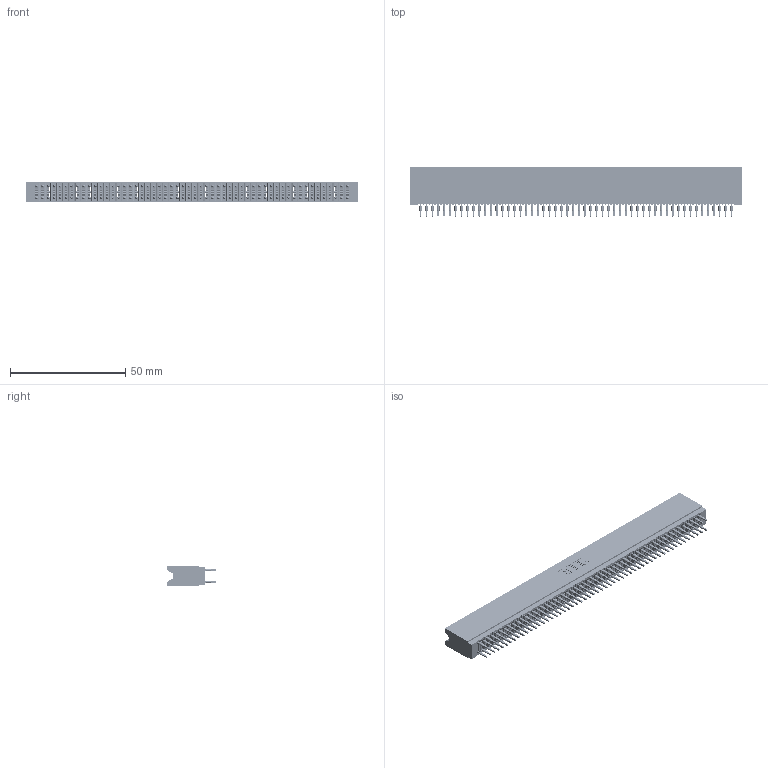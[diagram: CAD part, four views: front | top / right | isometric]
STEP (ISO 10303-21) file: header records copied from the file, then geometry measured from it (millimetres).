
FILE_DESCRIPTION (( 'STEP AP203' ), '1' );
FILE_NAME ('745-108-560-206.STEP', '2020-09-14T14:47:54', ( '' ), ( '' ), 'SwSTEP 2.0', 'SolidWorks 2020', '' );
FILE_SCHEMA (( 'CONFIG_CONTROL_DESIGN' ));
Products named in the file (3): 745 Part_Insulator Option - 06; 745-108-560-206; 745-292-001_560
Assembly tree (109 placements, depth 2):
  745-108-560-206
    745 Part_Insulator Option - 06
    745-292-001_560  x108
Bounding box: 143.76 x 21.22 x 8.89 mm (x, y, z)
Volume: 13251.4 mm3; surface area: 28947.8 mm2
Topology: 109 solids, 109 shells, 10734 faces, 29366 edges, 18640 vertices
Faces by surface type: plane 5564, cylinder 2362, bspline 2160, torus 648
Entity records: 89621 total; most frequent: CARTESIAN_POINT 16044, ORIENTED_EDGE 15504, DIRECTION 13538, EDGE_CURVE 7752, LINE 7238, VECTOR 7238, VERTEX_POINT 4944, AXIS2_PLACEMENT_3D 3150
